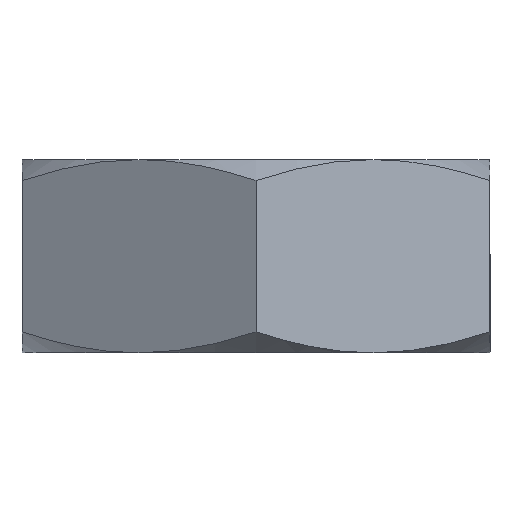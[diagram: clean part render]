
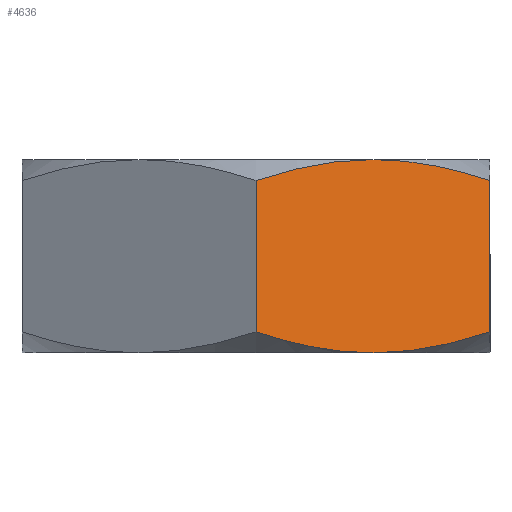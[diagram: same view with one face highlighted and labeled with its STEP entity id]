
A CAD part, front view. The second image highlights one B-rep face of the part: STEP entity #4636.
In plain terms, the highlighted planar face has unit normal (0.5, -0.866, 0).
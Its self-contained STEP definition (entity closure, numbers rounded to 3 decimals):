
#776 = CARTESIAN_POINT ( 'NONE',  ( 0., -62.931, 0. ) ) ;
#777 = DIRECTION ( 'NONE',  ( 0., 0., 1. ) ) ;
#831 = CARTESIAN_POINT ( 'NONE',  ( 54.5, -31.466, 40.132 ) ) ;
#832 = CARTESIAN_POINT ( 'NONE',  ( 39.897, -39.897, 45. ) ) ;
#833 = CARTESIAN_POINT ( 'NONE',  ( 27.25, -47.198, 45. ) ) ;
#1335 = EDGE_LOOP ( 'NONE', ( #13353, #1830, #2606, #2284, #2443, #2497 ) ) ;
#1428 = CARTESIAN_POINT ( 'NONE',  ( 39.897, -39.897, 0. ) ) ;
#1430 = CARTESIAN_POINT ( 'NONE',  ( 54.5, -31.466, 4.868 ) ) ;
#1431 = CARTESIAN_POINT ( 'NONE',  ( 27.25, -47.198, 0. ) ) ;
#1777 = CARTESIAN_POINT ( 'NONE',  ( 27.25, -47.198, 0. ) ) ;
#1779 = CARTESIAN_POINT ( 'NONE',  ( 14.603, -54.5, 0. ) ) ;
#1830 = ORIENTED_EDGE ( 'NONE', *, *, #3187, .T. ) ;
#1866 = VERTEX_POINT ( 'NONE', #8278 ) ;
#1868 = VERTEX_POINT ( 'NONE', #8276 ) ;
#2006 = CARTESIAN_POINT ( 'NONE',  ( 0., -62.931, 4.868 ) ) ;
#2024 = VERTEX_POINT ( 'NONE', #8060 ) ;
#2116 = VERTEX_POINT ( 'NONE', #8020 ) ;
#2247 = VERTEX_POINT ( 'NONE', #8210 ) ;
#2284 = ORIENTED_EDGE ( 'NONE', *, *, #3053, .T. ) ;
#2443 = ORIENTED_EDGE ( 'NONE', *, *, #3077, .T. ) ;
#2495 = VERTEX_POINT ( 'NONE', #8222 ) ;
#2497 = ORIENTED_EDGE ( 'NONE', *, *, #3164, .T. ) ;
#2606 = ORIENTED_EDGE ( 'NONE', *, *, #11094, .F. ) ;
#3053 = EDGE_CURVE ( 'NONE', #1868, #2495, #6694, .T. ) ;
#3077 = EDGE_CURVE ( 'NONE', #2495, #2024, #6668, .T. ) ;
#3164 = EDGE_CURVE ( 'NONE', #2024, #2116, #11378, .T. ) ;
#3187 = EDGE_CURVE ( 'NONE', #2247, #1866, #6582, .T. ) ;
#3852 = AXIS2_PLACEMENT_3D ( 'NONE', #12952, #12766, #12847 ) ;
#4636 = ADVANCED_FACE ( 'NONE', ( #7800 ), #12846, .T. ) ;
#6582 =( BOUNDED_CURVE ( )  B_SPLINE_CURVE ( 2, ( #7082, #7079, #7638 ),
 .UNSPECIFIED., .F., .F. ) 
 B_SPLINE_CURVE_WITH_KNOTS ( ( 3, 3 ),
 ( 6.326, 9.946 ),
 .UNSPECIFIED. ) 
 CURVE ( )  GEOMETRIC_REPRESENTATION_ITEM ( )  RATIONAL_B_SPLINE_CURVE ( ( 1., 1.068, 1.058 ) ) 
 REPRESENTATION_ITEM ( '' )  );
#6668 =( BOUNDED_CURVE ( )  B_SPLINE_CURVE ( 2, ( #1431, #1428, #1430 ),
 .UNSPECIFIED., .F., .F. ) 
 B_SPLINE_CURVE_WITH_KNOTS ( ( 3, 3 ),
 ( 6.326, 9.946 ),
 .UNSPECIFIED. ) 
 CURVE ( )  GEOMETRIC_REPRESENTATION_ITEM ( )  RATIONAL_B_SPLINE_CURVE ( ( 1., 1.068, 1.058 ) ) 
 REPRESENTATION_ITEM ( '' )  );
#6694 =( BOUNDED_CURVE ( )  B_SPLINE_CURVE ( 2, ( #2006, #1779, #1777 ),
 .UNSPECIFIED., .F., .F. ) 
 B_SPLINE_CURVE_WITH_KNOTS ( ( 3, 3 ),
 ( 2.707, 6.326 ),
 .UNSPECIFIED. ) 
 CURVE ( )  GEOMETRIC_REPRESENTATION_ITEM ( )  RATIONAL_B_SPLINE_CURVE ( ( 1.058, 1.068, 1. ) ) 
 REPRESENTATION_ITEM ( '' )  );
#6955 =( BOUNDED_CURVE ( )  B_SPLINE_CURVE ( 2, ( #831, #832, #833 ),
 .UNSPECIFIED., .F., .F. ) 
 B_SPLINE_CURVE_WITH_KNOTS ( ( 3, 3 ),
 ( 2.707, 6.326 ),
 .UNSPECIFIED. ) 
 CURVE ( )  GEOMETRIC_REPRESENTATION_ITEM ( )  RATIONAL_B_SPLINE_CURVE ( ( 1.058, 1.068, 1. ) ) 
 REPRESENTATION_ITEM ( '' )  );
#7079 = CARTESIAN_POINT ( 'NONE',  ( 14.603, -54.5, 45. ) ) ;
#7082 = CARTESIAN_POINT ( 'NONE',  ( 27.25, -47.198, 45. ) ) ;
#7638 = CARTESIAN_POINT ( 'NONE',  ( 0., -62.931, 40.132 ) ) ;
#7653 = CARTESIAN_POINT ( 'NONE',  ( 54.5, -31.466, 0. ) ) ;
#7655 = DIRECTION ( 'NONE',  ( 0., 0., 1. ) ) ;
#7800 = FACE_OUTER_BOUND ( 'NONE', #1335, .T. ) ;
#7940 = LINE ( 'NONE', #776, #7941 ) ;
#7941 = VECTOR ( 'NONE', #777, 1000. ) ;
#8020 = CARTESIAN_POINT ( 'NONE',  ( 54.5, -31.466, 40.132 ) ) ;
#8060 = CARTESIAN_POINT ( 'NONE',  ( 54.5, -31.466, 4.868 ) ) ;
#8210 = CARTESIAN_POINT ( 'NONE',  ( 27.25, -47.198, 45. ) ) ;
#8222 = CARTESIAN_POINT ( 'NONE',  ( 27.25, -47.198, 0. ) ) ;
#8276 = CARTESIAN_POINT ( 'NONE',  ( 0., -62.931, 4.868 ) ) ;
#8278 = CARTESIAN_POINT ( 'NONE',  ( 0., -62.931, 40.132 ) ) ;
#11094 = EDGE_CURVE ( 'NONE', #1868, #1866, #7940, .T. ) ;
#11106 = EDGE_CURVE ( 'NONE', #2116, #2247, #6955, .T. ) ;
#11378 = LINE ( 'NONE', #7653, #11405 ) ;
#11405 = VECTOR ( 'NONE', #7655, 1000. ) ;
#12766 = DIRECTION ( 'NONE',  ( 0.5, -0.866, 0. ) ) ;
#12846 = PLANE ( 'NONE',  #3852 ) ;
#12847 = DIRECTION ( 'NONE',  ( 0.866, 0.5, 0. ) ) ;
#12952 = CARTESIAN_POINT ( 'NONE',  ( 0., -62.931, 0. ) ) ;
#13353 = ORIENTED_EDGE ( 'NONE', *, *, #11106, .T. ) ;
